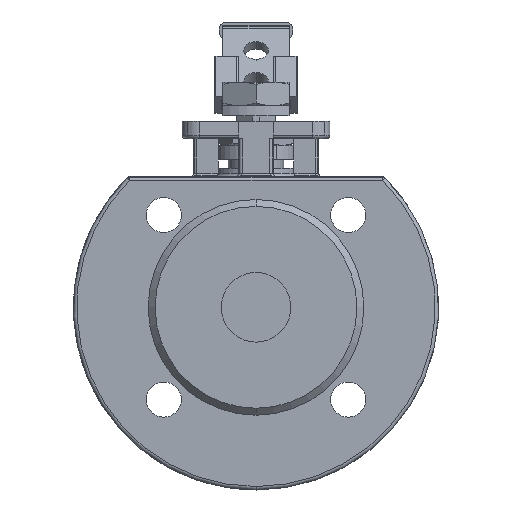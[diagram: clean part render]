
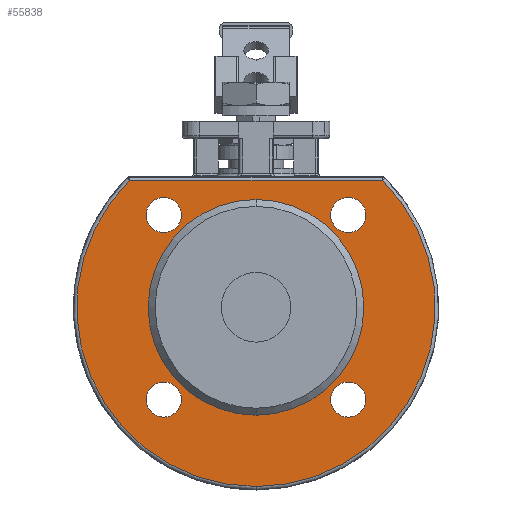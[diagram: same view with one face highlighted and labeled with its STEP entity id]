
A CAD part, left-side view. The second image highlights one B-rep face of the part: STEP entity #55838.
In plain terms, the highlighted planar face has unit normal (-1, 0, 0).
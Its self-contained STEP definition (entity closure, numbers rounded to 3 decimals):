
#8269=CARTESIAN_POINT('',(-20.,-0.,-31.));
#8270=VERTEX_POINT('',#8269);
#8286=CARTESIAN_POINT('',(-20.,0.,31.));
#8287=VERTEX_POINT('',#8286);
#8294=CARTESIAN_POINT('',(-20.,0.,0.));
#8295=DIRECTION('',(-1.,-0.,-0.));
#8296=DIRECTION('',(0.,-0.,-1.));
#8297=AXIS2_PLACEMENT_3D('',#8294,#8295,#8296);
#8298=CIRCLE('',#8297,31.);
#8299=EDGE_CURVE('',#8287,#8270,#8298,.T.);
#8629=CARTESIAN_POINT('',(-20.,21.464,26.517));
#8630=VERTEX_POINT('',#8629);
#8639=CARTESIAN_POINT('',(-20.,31.57,26.517));
#8640=VERTEX_POINT('',#8639);
#8641=CARTESIAN_POINT('',(-20.,26.517,26.517));
#8642=DIRECTION('',(1.,0.,0.));
#8643=DIRECTION('',(0.,-1.,0.));
#8644=AXIS2_PLACEMENT_3D('',#8641,#8642,#8643);
#8645=CIRCLE('',#8644,5.053);
#8646=EDGE_CURVE('',#8640,#8630,#8645,.T.);
#8671=CARTESIAN_POINT('',(-20.,-31.57,26.517));
#8672=VERTEX_POINT('',#8671);
#8681=CARTESIAN_POINT('',(-20.,-21.464,26.517));
#8682=VERTEX_POINT('',#8681);
#8683=CARTESIAN_POINT('',(-20.,-26.517,26.517));
#8684=DIRECTION('',(1.,0.,0.));
#8685=DIRECTION('',(0.,-1.,0.));
#8686=AXIS2_PLACEMENT_3D('',#8683,#8684,#8685);
#8687=CIRCLE('',#8686,5.053);
#8688=EDGE_CURVE('',#8682,#8672,#8687,.T.);
#8713=CARTESIAN_POINT('',(-20.,-31.57,-26.517));
#8714=VERTEX_POINT('',#8713);
#8723=CARTESIAN_POINT('',(-20.,-21.464,-26.517));
#8724=VERTEX_POINT('',#8723);
#8725=CARTESIAN_POINT('',(-20.,-26.517,-26.517));
#8726=DIRECTION('',(1.,0.,0.));
#8727=DIRECTION('',(0.,-1.,0.));
#8728=AXIS2_PLACEMENT_3D('',#8725,#8726,#8727);
#8729=CIRCLE('',#8728,5.053);
#8730=EDGE_CURVE('',#8724,#8714,#8729,.T.);
#8755=CARTESIAN_POINT('',(-20.,21.464,-26.517));
#8756=VERTEX_POINT('',#8755);
#8765=CARTESIAN_POINT('',(-20.,31.57,-26.517));
#8766=VERTEX_POINT('',#8765);
#8767=CARTESIAN_POINT('',(-20.,26.517,-26.517));
#8768=DIRECTION('',(1.,0.,0.));
#8769=DIRECTION('',(0.,-1.,0.));
#8770=AXIS2_PLACEMENT_3D('',#8767,#8768,#8769);
#8771=CIRCLE('',#8770,5.053);
#8772=EDGE_CURVE('',#8766,#8756,#8771,.T.);
#10477=CARTESIAN_POINT('',(-20.,-0.,-51.5));
#10478=VERTEX_POINT('',#10477);
#10495=CARTESIAN_POINT('',(-20.,-36.332,36.5));
#10496=VERTEX_POINT('',#10495);
#10504=CARTESIAN_POINT('',(-20.,0.,0.));
#10505=DIRECTION('',(1.,0.,-0.));
#10506=DIRECTION('',(0.,-0.,-1.));
#10507=AXIS2_PLACEMENT_3D('',#10504,#10505,#10506);
#10508=CIRCLE('',#10507,51.5);
#10509=EDGE_CURVE('',#10496,#10478,#10508,.T.);
#53804=CARTESIAN_POINT('',(-20.,36.332,36.5));
#53805=VERTEX_POINT('',#53804);
#54150=CARTESIAN_POINT('',(-20.,0.,0.));
#54151=DIRECTION('',(1.,0.,-0.));
#54152=DIRECTION('',(0.,-0.,-1.));
#54153=AXIS2_PLACEMENT_3D('',#54150,#54151,#54152);
#54154=CIRCLE('',#54153,51.5);
#54155=EDGE_CURVE('',#10478,#53805,#54154,.T.);
#55768=CARTESIAN_POINT('',(-20.,36.332,36.5));
#55769=DIRECTION('',(0.,-1.,0.));
#55770=VECTOR('',#55769,72.664);
#55771=LINE('',#55768,#55770);
#55772=EDGE_CURVE('',#53805,#10496,#55771,.T.);
#55778=CARTESIAN_POINT('',(-20.,-0.,-41.75));
#55779=DIRECTION('',(-1.,0.,0.));
#55780=DIRECTION('',(0.,-1.,0.));
#55781=AXIS2_PLACEMENT_3D('',#55778,#55779,#55780);
#55782=PLANE('',#55781);
#55783=ORIENTED_EDGE('',*,*,#55772,.F.);
#55784=ORIENTED_EDGE('',*,*,#54155,.F.);
#55785=ORIENTED_EDGE('',*,*,#10509,.F.);
#55786=EDGE_LOOP('',(#55783,#55784,#55785));
#55787=FACE_BOUND('',#55786,.T.);
#55788=ORIENTED_EDGE('',*,*,#8299,.F.);
#55789=CARTESIAN_POINT('',(-20.,0.,0.));
#55790=DIRECTION('',(-1.,-0.,-0.));
#55791=DIRECTION('',(0.,-0.,-1.));
#55792=AXIS2_PLACEMENT_3D('',#55789,#55790,#55791);
#55793=CIRCLE('',#55792,31.);
#55794=EDGE_CURVE('',#8270,#8287,#55793,.T.);
#55795=ORIENTED_EDGE('',*,*,#55794,.F.);
#55796=EDGE_LOOP('',(#55788,#55795));
#55797=FACE_BOUND('',#55796,.T.);
#55798=ORIENTED_EDGE('',*,*,#8646,.T.);
#55799=CARTESIAN_POINT('',(-20.,26.517,26.517));
#55800=DIRECTION('',(1.,0.,0.));
#55801=DIRECTION('',(0.,-1.,0.));
#55802=AXIS2_PLACEMENT_3D('',#55799,#55800,#55801);
#55803=CIRCLE('',#55802,5.053);
#55804=EDGE_CURVE('',#8630,#8640,#55803,.T.);
#55805=ORIENTED_EDGE('',*,*,#55804,.T.);
#55806=EDGE_LOOP('',(#55798,#55805));
#55807=FACE_BOUND('',#55806,.T.);
#55808=ORIENTED_EDGE('',*,*,#8688,.T.);
#55809=CARTESIAN_POINT('',(-20.,-26.517,26.517));
#55810=DIRECTION('',(1.,0.,0.));
#55811=DIRECTION('',(0.,-1.,0.));
#55812=AXIS2_PLACEMENT_3D('',#55809,#55810,#55811);
#55813=CIRCLE('',#55812,5.053);
#55814=EDGE_CURVE('',#8672,#8682,#55813,.T.);
#55815=ORIENTED_EDGE('',*,*,#55814,.T.);
#55816=EDGE_LOOP('',(#55808,#55815));
#55817=FACE_BOUND('',#55816,.T.);
#55818=ORIENTED_EDGE('',*,*,#8730,.T.);
#55819=CARTESIAN_POINT('',(-20.,-26.517,-26.517));
#55820=DIRECTION('',(1.,0.,0.));
#55821=DIRECTION('',(0.,-1.,0.));
#55822=AXIS2_PLACEMENT_3D('',#55819,#55820,#55821);
#55823=CIRCLE('',#55822,5.053);
#55824=EDGE_CURVE('',#8714,#8724,#55823,.T.);
#55825=ORIENTED_EDGE('',*,*,#55824,.T.);
#55826=EDGE_LOOP('',(#55818,#55825));
#55827=FACE_BOUND('',#55826,.T.);
#55828=ORIENTED_EDGE('',*,*,#8772,.T.);
#55829=CARTESIAN_POINT('',(-20.,26.517,-26.517));
#55830=DIRECTION('',(1.,0.,0.));
#55831=DIRECTION('',(0.,-1.,0.));
#55832=AXIS2_PLACEMENT_3D('',#55829,#55830,#55831);
#55833=CIRCLE('',#55832,5.053);
#55834=EDGE_CURVE('',#8756,#8766,#55833,.T.);
#55835=ORIENTED_EDGE('',*,*,#55834,.T.);
#55836=EDGE_LOOP('',(#55828,#55835));
#55837=FACE_BOUND('',#55836,.T.);
#55838=ADVANCED_FACE('',(#55787,#55797,#55807,#55817,#55827,#55837),#55782,.T.);
